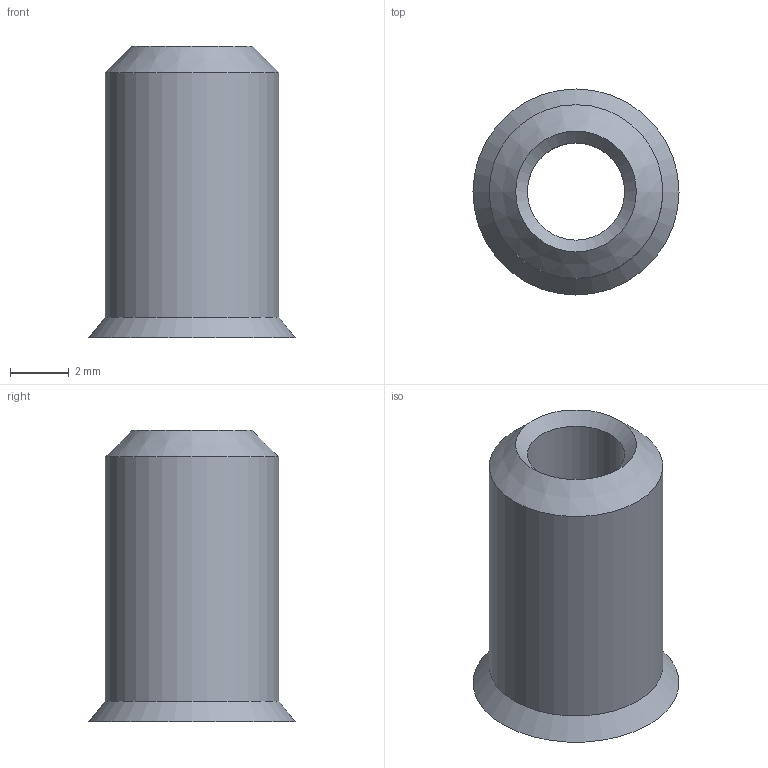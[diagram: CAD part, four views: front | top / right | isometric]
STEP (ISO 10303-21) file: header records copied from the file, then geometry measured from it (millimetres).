
FILE_DESCRIPTION (( 'STEP AP203' ), '1' );
FILE_NAME ('495-218.step', '2022-04-13T09:17:56', ( '' ), ( '' ), 'SwSTEP 2.0', 'SolidWorks 2018', '' );
FILE_SCHEMA (( 'CONFIG_CONTROL_DESIGN' ));
Length unit declared in the file: millimetre
Products named in the file (1): 495-218
Bounding box: 7 x 7 x 9.9 mm (x, y, z)
Volume: 119.7 mm3; surface area: 357.3 mm2
Topology: 1 solids, 1 shells, 217 faces, 577 edges, 376 vertices
Faces by surface type: plane 94, bspline 88, cylinder 31, cone 4
Full cylindrical faces by diameter (mm): 3.3 x1, 5 x1, 5.9 x1
Entity records: 10049 total; most frequent: CARTESIAN_POINT 5354, ORIENTED_EDGE 1098, DIRECTION 690, EDGE_CURVE 549, VERTEX_POINT 369, VECTOR 260, LINE 260, EDGE_LOOP 242
